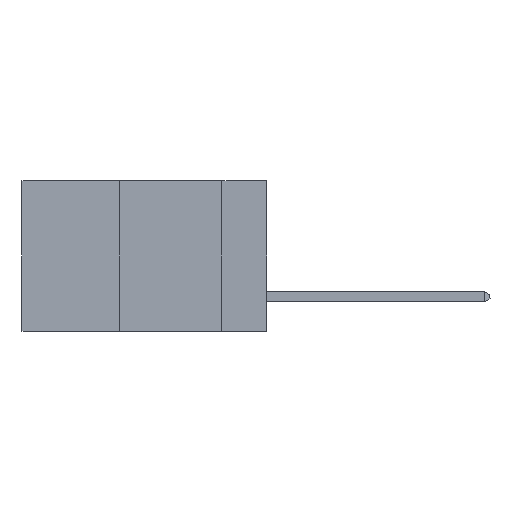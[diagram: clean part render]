
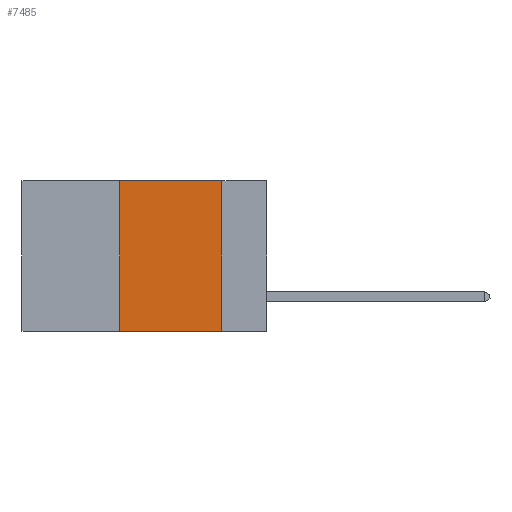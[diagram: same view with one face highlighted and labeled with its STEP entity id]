
A CAD part, left-side view. The second image highlights one B-rep face of the part: STEP entity #7485.
In plain terms, the highlighted planar face has unit normal (-1, 0, 0).
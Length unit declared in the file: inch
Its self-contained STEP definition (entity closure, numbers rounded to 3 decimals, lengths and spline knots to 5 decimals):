
#267 = CARTESIAN_POINT ( 'NONE',  ( 0., 0.11, 0. ) ) ;
#371 = VERTEX_POINT ( 'NONE', #1963 ) ;
#748 = LINE ( 'NONE', #2661, #8751 ) ;
#1466 = DIRECTION ( 'NONE',  ( 0., 0., 1. ) ) ;
#1665 = EDGE_CURVE ( 'NONE', #2939, #371, #4796, .T. ) ;
#1830 = FACE_OUTER_BOUND ( 'NONE', #7236, .T. ) ;
#1870 = CARTESIAN_POINT ( 'NONE',  ( 0., 0.36, 0. ) ) ;
#1963 = CARTESIAN_POINT ( 'NONE',  ( 0., 0.11, -0.37 ) ) ;
#2069 = DIRECTION ( 'NONE',  ( 1., 0., 0. ) ) ;
#2512 = DIRECTION ( 'NONE',  ( 0., -1., 0. ) ) ;
#2661 = CARTESIAN_POINT ( 'NONE',  ( 0., 0.6, 0. ) ) ;
#2748 = CARTESIAN_POINT ( 'NONE',  ( 0., 0.6, 0. ) ) ;
#2777 = CARTESIAN_POINT ( 'NONE',  ( 0., 0.36, -0.37 ) ) ;
#2939 = VERTEX_POINT ( 'NONE', #3777 ) ;
#2945 = VECTOR ( 'NONE', #6294, 39.37008 ) ;
#3488 = LINE ( 'NONE', #5657, #8802 ) ;
#3777 = CARTESIAN_POINT ( 'NONE',  ( 0., 0.11, 0. ) ) ;
#4379 = VERTEX_POINT ( 'NONE', #2777 ) ;
#4385 = DIRECTION ( 'NONE',  ( 0., -1., 0. ) ) ;
#4796 = LINE ( 'NONE', #267, #2945 ) ;
#5205 = EDGE_CURVE ( 'NONE', #7947, #2939, #748, .T. ) ;
#5275 = LINE ( 'NONE', #8376, #8721 ) ;
#5357 = ORIENTED_EDGE ( 'NONE', *, *, #1665, .F. ) ;
#5657 = CARTESIAN_POINT ( 'NONE',  ( 0., 0.36, 0. ) ) ;
#6180 = ORIENTED_EDGE ( 'NONE', *, *, #6467, .T. ) ;
#6212 = PLANE ( 'NONE',  #8608 ) ;
#6294 = DIRECTION ( 'NONE',  ( 0., 0., -1. ) ) ;
#6467 = EDGE_CURVE ( 'NONE', #4379, #371, #5275, .T. ) ;
#6882 = DIRECTION ( 'NONE',  ( 0., 0., -1. ) ) ;
#7236 = EDGE_LOOP ( 'NONE', ( #5357, #8433, #7927, #6180 ) ) ;
#7485 = ADVANCED_FACE ( 'NONE', ( #1830 ), #6212, .F. ) ;
#7927 = ORIENTED_EDGE ( 'NONE', *, *, #8219, .F. ) ;
#7947 = VERTEX_POINT ( 'NONE', #1870 ) ;
#8219 = EDGE_CURVE ( 'NONE', #4379, #7947, #3488, .T. ) ;
#8376 = CARTESIAN_POINT ( 'NONE',  ( 0., 0.6, -0.37 ) ) ;
#8433 = ORIENTED_EDGE ( 'NONE', *, *, #5205, .F. ) ;
#8608 = AXIS2_PLACEMENT_3D ( 'NONE', #2748, #2069, #6882 ) ;
#8721 = VECTOR ( 'NONE', #4385, 39.37008 ) ;
#8751 = VECTOR ( 'NONE', #2512, 39.37008 ) ;
#8802 = VECTOR ( 'NONE', #1466, 39.37008 ) ;
